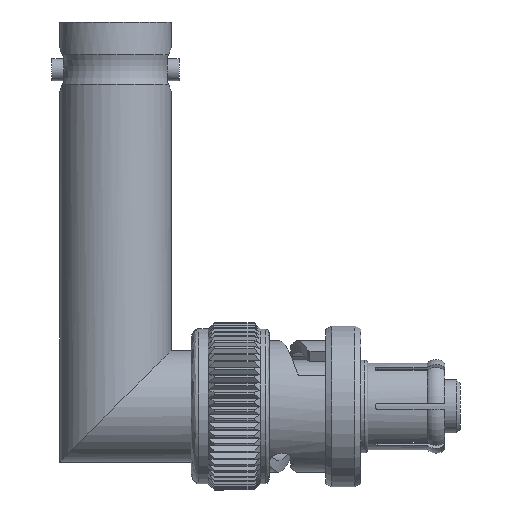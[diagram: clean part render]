
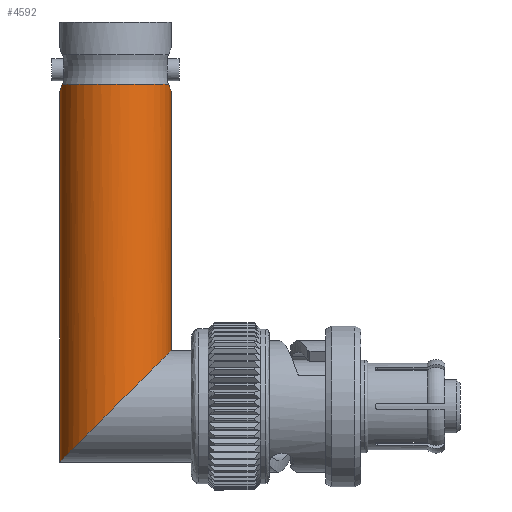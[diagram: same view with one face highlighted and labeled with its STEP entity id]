
A CAD part, left-side view. The second image highlights one B-rep face of the part: STEP entity #4592.
In plain terms, the highlighted cylindrical face has radius 4.826 mm (diameter 9.652 mm), a full revolution.
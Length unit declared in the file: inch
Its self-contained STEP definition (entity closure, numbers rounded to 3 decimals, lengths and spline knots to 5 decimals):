
#116 = CARTESIAN_POINT ( 'NONE',  ( 0.38, 0.19, -1.5 ) ) ;
#615 = CARTESIAN_POINT ( 'NONE',  ( -0.00533, 0.19, -0.23725 ) ) ;
#745 =( BOUNDED_CURVE ( )  B_SPLINE_CURVE ( 3, ( #4589, #2764, #11673, #9910, #8308, #116, #7423 ),
 .UNSPECIFIED., .T., .T. ) 
 B_SPLINE_CURVE_WITH_KNOTS ( ( 4, 3, 4 ),
 ( 0., 3.14159, 6.28319 ),
 .UNSPECIFIED. ) 
 CURVE ( )  GEOMETRIC_REPRESENTATION_ITEM ( )  RATIONAL_B_SPLINE_CURVE ( ( 1., 0.333, 0.333, 1., 0.333, 0.333, 1. ) ) 
 REPRESENTATION_ITEM ( '' )  );
#779 = CARTESIAN_POINT ( 'NONE',  ( -0.0524, -0.18267, -0.21616 ) ) ;
#1060 = CARTESIAN_POINT ( 'NONE',  ( -0.0559, -0.18159, -0.21225 ) ) ;
#1082 = DIRECTION ( 'NONE',  ( 0., 0., 1. ) ) ;
#1255 = EDGE_CURVE ( 'NONE', #11372, #10304, #8719, .T. ) ;
#1546 = CARTESIAN_POINT ( 'NONE',  ( 0.04856, -0.18374, -0.21965 ) ) ;
#1554 = CARTESIAN_POINT ( 'NONE',  ( 0.02595, 0.18828, -0.23281 ) ) ;
#1606 = CARTESIAN_POINT ( 'NONE',  ( 0.0559, -0.18159, -0.21225 ) ) ;
#1612 = CARTESIAN_POINT ( 'NONE',  ( 0.04013, 0.18576, -0.22582 ) ) ;
#1660 = FACE_OUTER_BOUND ( 'NONE', #2820, .T. ) ;
#1661 = CARTESIAN_POINT ( 'NONE',  ( -0.04013, -0.18576, -0.22582 ) ) ;
#1736 = AXIS2_PLACEMENT_3D ( 'NONE', #3736, #1082, #7337 ) ;
#2545 = CARTESIAN_POINT ( 'NONE',  ( -0.02096, -0.18891, -0.23446 ) ) ;
#2652 = ORIENTED_EDGE ( 'NONE', *, *, #5819, .T. ) ;
#2764 = CARTESIAN_POINT ( 'NONE',  ( -0.38, 0.19, -1.5 ) ) ;
#2820 = EDGE_LOOP ( 'NONE', ( #2652 ) ) ;
#2917 = AXIS2_PLACEMENT_3D ( 'NONE', #3193, #5142, #6793 ) ;
#3193 = CARTESIAN_POINT ( 'NONE',  ( 0., 0., 0. ) ) ;
#3300 = CARTESIAN_POINT ( 'NONE',  ( 0., 0.19, -1.5 ) ) ;
#3380 = CARTESIAN_POINT ( 'NONE',  ( -0.04856, 0.18374, -0.21965 ) ) ;
#3435 = CARTESIAN_POINT ( 'NONE',  ( 0.02096, 0.18891, -0.23446 ) ) ;
#3541 = CARTESIAN_POINT ( 'NONE',  ( -0.0559, -0.18159, -0.21225 ) ) ;
#3601 = CARTESIAN_POINT ( 'NONE',  ( 0., 0., -0.21225 ) ) ;
#3736 = CARTESIAN_POINT ( 'NONE',  ( 0., 0., -0.21225 ) ) ;
#3976 = ORIENTED_EDGE ( 'NONE', *, *, #1255, .F. ) ;
#4140 = CARTESIAN_POINT ( 'NONE',  ( 0.03556, 0.18671, -0.2285 ) ) ;
#4233 = CARTESIAN_POINT ( 'NONE',  ( 0.0559, 0.18159, -0.21225 ) ) ;
#4260 = CARTESIAN_POINT ( 'NONE',  ( -0.0559, 0.18159, -0.21225 ) ) ;
#4321 = CARTESIAN_POINT ( 'NONE',  ( -0.0524, 0.18267, -0.21616 ) ) ;
#4589 = CARTESIAN_POINT ( 'NONE',  ( 0., 0.19, -1.5 ) ) ;
#4592 = ADVANCED_FACE ( 'NONE', ( #9513, #1660 ), #11277, .T. ) ;
#4871 = ORIENTED_EDGE ( 'NONE', *, *, #5317, .F. ) ;
#5033 = CARTESIAN_POINT ( 'NONE',  ( -0.02603, 0.18827, -0.23278 ) ) ;
#5092 = CARTESIAN_POINT ( 'NONE',  ( -0.02105, 0.1889, -0.23443 ) ) ;
#5142 = DIRECTION ( 'NONE',  ( 0., 0., 1. ) ) ;
#5149 = CARTESIAN_POINT ( 'NONE',  ( 0.0559, 0.18159, -0.21225 ) ) ;
#5200 = CARTESIAN_POINT ( 'NONE',  ( 0.01068, -0.18977, -0.23667 ) ) ;
#5206 = CARTESIAN_POINT ( 'NONE',  ( -0.03559, 0.1867, -0.22848 ) ) ;
#5257 = CARTESIAN_POINT ( 'NONE',  ( -0.04852, -0.18375, -0.21968 ) ) ;
#5313 = CARTESIAN_POINT ( 'NONE',  ( 0.02603, -0.18827, -0.23278 ) ) ;
#5317 = EDGE_CURVE ( 'NONE', #7426, #8943, #8209, .T. ) ;
#5679 = CARTESIAN_POINT ( 'NONE',  ( -0.0559, 0.18159, -0.21225 ) ) ;
#5698 = ORIENTED_EDGE ( 'NONE', *, *, #11572, .T. ) ;
#5746 = B_SPLINE_CURVE_WITH_KNOTS ( 'NONE', 3,
 ( #4260, #4321, #3380, #6802, #5206, #5033, #5092, #11287, #615, #6864, #10468, #3435, #1554, #4140, #1612, #10582, #8701, #5149 ),
 .UNSPECIFIED., .F., .F.,
 ( 4, 2, 2, 2, 2, 2, 2, 2, 4 ),
 ( 0., 0.0004, 0.00081, 0.00121, 0.00161, 0.00201, 0.00242, 0.00282, 0.00322 ),
 .UNSPECIFIED. ) ;
#5819 = EDGE_CURVE ( 'NONE', #9563, #9563, #745, .T. ) ;
#5943 = CARTESIAN_POINT ( 'NONE',  ( 0.0559, -0.18159, -0.21225 ) ) ;
#6033 = CARTESIAN_POINT ( 'NONE',  ( 0.0524, -0.18267, -0.21616 ) ) ;
#6145 = CARTESIAN_POINT ( 'NONE',  ( -0.02595, -0.18828, -0.23281 ) ) ;
#6594 = ORIENTED_EDGE ( 'NONE', *, *, #8547, .T. ) ;
#6793 = DIRECTION ( 'NONE',  ( 0., -1., 0. ) ) ;
#6802 = CARTESIAN_POINT ( 'NONE',  ( -0.04018, 0.18575, -0.22579 ) ) ;
#6864 = CARTESIAN_POINT ( 'NONE',  ( 0.00523, 0.19, -0.23725 ) ) ;
#6872 = B_SPLINE_CURVE_WITH_KNOTS ( 'NONE', 3,
 ( #1606, #6033, #1546, #8749, #9805, #5313, #7862, #5200, #11458, #7028, #10628, #2545, #6145, #9752, #1661, #5257, #779, #3541 ),
 .UNSPECIFIED., .F., .F.,
 ( 4, 2, 2, 2, 2, 2, 2, 2, 4 ),
 ( 0., 0.0004, 0.00081, 0.00121, 0.00161, 0.00201, 0.00242, 0.00282, 0.00322 ),
 .UNSPECIFIED. ) ;
#6994 = DIRECTION ( 'NONE',  ( 1., 0., 0. ) ) ;
#7028 = CARTESIAN_POINT ( 'NONE',  ( -0.00523, -0.19, -0.23725 ) ) ;
#7337 = DIRECTION ( 'NONE',  ( 1., 0., 0. ) ) ;
#7423 = CARTESIAN_POINT ( 'NONE',  ( 0., 0.19, -1.5 ) ) ;
#7426 = VERTEX_POINT ( 'NONE', #5943 ) ;
#7708 = DIRECTION ( 'NONE',  ( 0., 0., 1. ) ) ;
#7862 = CARTESIAN_POINT ( 'NONE',  ( 0.02105, -0.1889, -0.23443 ) ) ;
#8209 = CIRCLE ( 'NONE', #9728, 0.19 ) ;
#8308 = CARTESIAN_POINT ( 'NONE',  ( 0.38, -0.19, -1.12 ) ) ;
#8547 = EDGE_CURVE ( 'NONE', #11372, #8943, #5746, .T. ) ;
#8701 = CARTESIAN_POINT ( 'NONE',  ( 0.0524, 0.18267, -0.21616 ) ) ;
#8719 = CIRCLE ( 'NONE', #1736, 0.19 ) ;
#8749 = CARTESIAN_POINT ( 'NONE',  ( 0.04018, -0.18575, -0.22579 ) ) ;
#8943 = VERTEX_POINT ( 'NONE', #4233 ) ;
#9513 = FACE_OUTER_BOUND ( 'NONE', #10077, .T. ) ;
#9563 = VERTEX_POINT ( 'NONE', #3300 ) ;
#9728 = AXIS2_PLACEMENT_3D ( 'NONE', #3601, #7708, #6994 ) ;
#9752 = CARTESIAN_POINT ( 'NONE',  ( -0.03556, -0.18671, -0.2285 ) ) ;
#9805 = CARTESIAN_POINT ( 'NONE',  ( 0.03559, -0.1867, -0.22848 ) ) ;
#9910 = CARTESIAN_POINT ( 'NONE',  ( 0., -0.19, -1.12 ) ) ;
#10077 = EDGE_LOOP ( 'NONE', ( #4871, #5698, #3976, #6594 ) ) ;
#10304 = VERTEX_POINT ( 'NONE', #1060 ) ;
#10468 = CARTESIAN_POINT ( 'NONE',  ( 0.01058, 0.18978, -0.23669 ) ) ;
#10582 = CARTESIAN_POINT ( 'NONE',  ( 0.04852, 0.18375, -0.21968 ) ) ;
#10628 = CARTESIAN_POINT ( 'NONE',  ( -0.01058, -0.18978, -0.23669 ) ) ;
#11277 = CYLINDRICAL_SURFACE ( 'NONE', #2917, 0.19 ) ;
#11287 = CARTESIAN_POINT ( 'NONE',  ( -0.01068, 0.18977, -0.23667 ) ) ;
#11372 = VERTEX_POINT ( 'NONE', #5679 ) ;
#11458 = CARTESIAN_POINT ( 'NONE',  ( 0.00533, -0.19, -0.23725 ) ) ;
#11572 = EDGE_CURVE ( 'NONE', #7426, #10304, #6872, .T. ) ;
#11673 = CARTESIAN_POINT ( 'NONE',  ( -0.38, -0.19, -1.12 ) ) ;
